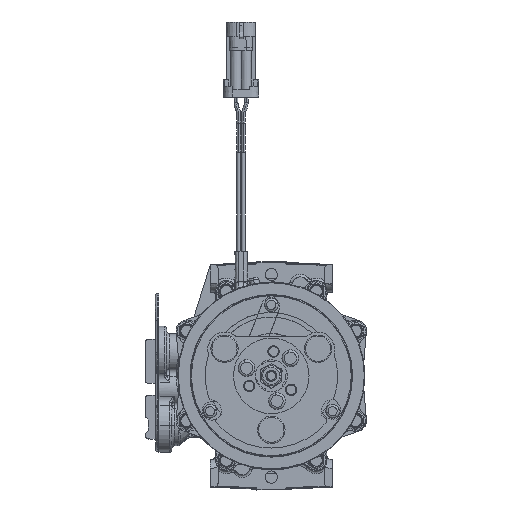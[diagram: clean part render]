
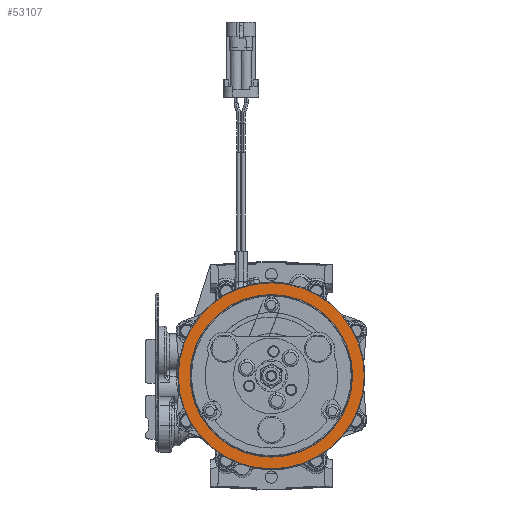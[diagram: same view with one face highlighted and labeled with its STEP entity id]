
A CAD part, front view. The second image highlights one B-rep face of the part: STEP entity #53107.
In plain terms, the highlighted planar face has unit normal (0, -1, 0).
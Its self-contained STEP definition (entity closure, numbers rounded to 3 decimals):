
#44265 = CARTESIAN_POINT ( 'NONE',  ( 0., -17.46, 61.1 ) ) ;
#44330 = CARTESIAN_POINT ( 'NONE',  ( 0., -17.46, -61.1 ) ) ;
#44446 = CIRCLE ( 'NONE', #44632, 53.4 ) ;
#44453 = CIRCLE ( 'NONE', #44465, 61.1 ) ;
#44465 = AXIS2_PLACEMENT_3D ( 'NONE', #44627, #44624, #44621 ) ;
#44532 = CARTESIAN_POINT ( 'NONE',  ( 0., -17.46, 53.4 ) ) ;
#44583 = CARTESIAN_POINT ( 'NONE',  ( 0., -17.46, -53.4 ) ) ;
#44586 = DIRECTION ( 'NONE',  ( 0., 0., 1. ) ) ;
#44588 = DIRECTION ( 'NONE',  ( 0., 1., 0. ) ) ;
#44591 = CARTESIAN_POINT ( 'NONE',  ( 0., -17.46, 0. ) ) ;
#44621 = DIRECTION ( 'NONE',  ( 0., 0., 1. ) ) ;
#44624 = DIRECTION ( 'NONE',  ( 0., 1., 0. ) ) ;
#44627 = CARTESIAN_POINT ( 'NONE',  ( 0., -17.46, 0. ) ) ;
#44632 = AXIS2_PLACEMENT_3D ( 'NONE', #44591, #44588, #44586 ) ;
#53107 = ADVANCED_FACE ( 'NONE', ( #123364, #123366 ), #123474, .T. ) ;
#53110 = ORIENTED_EDGE ( 'NONE', *, *, #176440, .T. ) ;
#53116 = EDGE_CURVE ( 'NONE', #176613, #176484, #123467, .T. ) ;
#53131 = ORIENTED_EDGE ( 'NONE', *, *, #53153, .F. ) ;
#53153 = EDGE_CURVE ( 'NONE', #176229, #175759, #123491, .T. ) ;
#53158 = ORIENTED_EDGE ( 'NONE', *, *, #53116, .T. ) ;
#53169 = EDGE_LOOP ( 'NONE', ( #53158, #53110 ) ) ;
#53257 = ORIENTED_EDGE ( 'NONE', *, *, #176423, .F. ) ;
#53260 = EDGE_LOOP ( 'NONE', ( #53257, #53131 ) ) ;
#123337 = CARTESIAN_POINT ( 'NONE',  ( -61.1, -17.46, 0. ) ) ;
#123343 = AXIS2_PLACEMENT_3D ( 'NONE', #123462, #123437, #123435 ) ;
#123362 = AXIS2_PLACEMENT_3D ( 'NONE', #123337, #123375, #123402 ) ;
#123364 = FACE_BOUND ( 'NONE', #53169, .T. ) ;
#123366 = FACE_OUTER_BOUND ( 'NONE', #53260, .T. ) ;
#123375 = DIRECTION ( 'NONE',  ( 0., -1., 0. ) ) ;
#123402 = DIRECTION ( 'NONE',  ( 0., 0., -1. ) ) ;
#123435 = DIRECTION ( 'NONE',  ( 0., 0., 1. ) ) ;
#123437 = DIRECTION ( 'NONE',  ( 0., 1., 0. ) ) ;
#123462 = CARTESIAN_POINT ( 'NONE',  ( 0., -17.46, 0. ) ) ;
#123467 = CIRCLE ( 'NONE', #123343, 53.4 ) ;
#123474 = PLANE ( 'NONE',  #123362 ) ;
#123477 = CARTESIAN_POINT ( 'NONE',  ( 0., -17.46, 0. ) ) ;
#123491 = CIRCLE ( 'NONE', #123607, 61.1 ) ;
#123496 = DIRECTION ( 'NONE',  ( 0., 1., 0. ) ) ;
#123605 = DIRECTION ( 'NONE',  ( 0., 0., 1. ) ) ;
#123607 = AXIS2_PLACEMENT_3D ( 'NONE', #123477, #123496, #123605 ) ;
#175759 = VERTEX_POINT ( 'NONE', #44265 ) ;
#176229 = VERTEX_POINT ( 'NONE', #44330 ) ;
#176423 = EDGE_CURVE ( 'NONE', #175759, #176229, #44453, .T. ) ;
#176440 = EDGE_CURVE ( 'NONE', #176484, #176613, #44446, .T. ) ;
#176484 = VERTEX_POINT ( 'NONE', #44583 ) ;
#176613 = VERTEX_POINT ( 'NONE', #44532 ) ;
